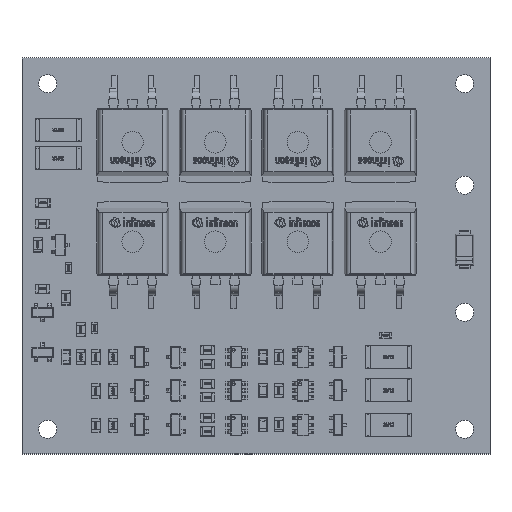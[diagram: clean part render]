
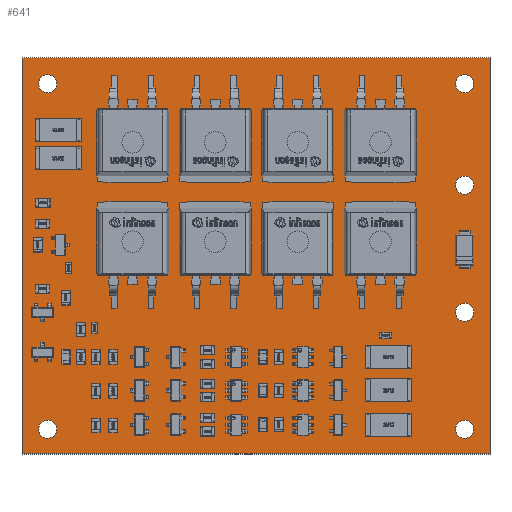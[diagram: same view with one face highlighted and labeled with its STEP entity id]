
A CAD part, top view. The second image highlights one B-rep face of the part: STEP entity #641.
In plain terms, the highlighted planar face has unit normal (0, 0, 1).
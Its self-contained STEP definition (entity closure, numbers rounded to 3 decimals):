
#296 = VERTEX_POINT('',#297);
#297 = CARTESIAN_POINT('',(0.,0.,0.411));
#303 = EDGE_CURVE('',#296,#304,#306,.T.);
#304 = VERTEX_POINT('',#305);
#305 = CARTESIAN_POINT('',(0.,55.,0.411));
#306 = LINE('',#307,#308);
#307 = CARTESIAN_POINT('',(0.,0.,0.411));
#308 = VECTOR('',#309,1.);
#309 = DIRECTION('',(0.,1.,0.));
#334 = EDGE_CURVE('',#304,#335,#337,.T.);
#335 = VERTEX_POINT('',#336);
#336 = CARTESIAN_POINT('',(65.,55.,0.411));
#337 = LINE('',#338,#339);
#338 = CARTESIAN_POINT('',(0.,55.,0.411));
#339 = VECTOR('',#340,1.);
#340 = DIRECTION('',(1.,0.,0.));
#365 = EDGE_CURVE('',#335,#366,#368,.T.);
#366 = VERTEX_POINT('',#367);
#367 = CARTESIAN_POINT('',(65.,0.,0.411));
#368 = LINE('',#369,#370);
#369 = CARTESIAN_POINT('',(65.,55.,0.411));
#370 = VECTOR('',#371,1.);
#371 = DIRECTION('',(0.,-1.,0.));
#396 = EDGE_CURVE('',#366,#296,#397,.T.);
#397 = LINE('',#398,#399);
#398 = CARTESIAN_POINT('',(65.,0.,0.411));
#399 = VECTOR('',#400,1.);
#400 = DIRECTION('',(-1.,0.,0.));
#420 = VERTEX_POINT('',#421);
#421 = CARTESIAN_POINT('',(62.718,3.429,0.411));
#427 = EDGE_CURVE('',#420,#420,#428,.T.);
#428 = CIRCLE('',#429,1.25);
#429 = AXIS2_PLACEMENT_3D('',#430,#431,#432);
#430 = CARTESIAN_POINT('',(61.468,3.429,0.411));
#431 = DIRECTION('',(0.,0.,1.));
#432 = DIRECTION('',(1.,0.,-0.));
#453 = VERTEX_POINT('',#454);
#454 = CARTESIAN_POINT('',(4.806,51.435,0.411));
#460 = EDGE_CURVE('',#453,#453,#461,.T.);
#461 = CIRCLE('',#462,1.25);
#462 = AXIS2_PLACEMENT_3D('',#463,#464,#465);
#463 = CARTESIAN_POINT('',(3.556,51.435,0.411));
#464 = DIRECTION('',(0.,0.,1.));
#465 = DIRECTION('',(1.,0.,-0.));
#486 = VERTEX_POINT('',#487);
#487 = CARTESIAN_POINT('',(4.806,3.429,0.411));
#493 = EDGE_CURVE('',#486,#486,#494,.T.);
#494 = CIRCLE('',#495,1.25);
#495 = AXIS2_PLACEMENT_3D('',#496,#497,#498);
#496 = CARTESIAN_POINT('',(3.556,3.429,0.411));
#497 = DIRECTION('',(0.,0.,1.));
#498 = DIRECTION('',(1.,0.,-0.));
#519 = VERTEX_POINT('',#520);
#520 = CARTESIAN_POINT('',(62.718,19.685,0.411));
#526 = EDGE_CURVE('',#519,#519,#527,.T.);
#527 = CIRCLE('',#528,1.25);
#528 = AXIS2_PLACEMENT_3D('',#529,#530,#531);
#529 = CARTESIAN_POINT('',(61.468,19.685,0.411));
#530 = DIRECTION('',(0.,0.,1.));
#531 = DIRECTION('',(1.,0.,-0.));
#552 = VERTEX_POINT('',#553);
#553 = CARTESIAN_POINT('',(62.718,51.435,0.411));
#559 = EDGE_CURVE('',#552,#552,#560,.T.);
#560 = CIRCLE('',#561,1.25);
#561 = AXIS2_PLACEMENT_3D('',#562,#563,#564);
#562 = CARTESIAN_POINT('',(61.468,51.435,0.411));
#563 = DIRECTION('',(0.,0.,1.));
#564 = DIRECTION('',(1.,0.,-0.));
#585 = VERTEX_POINT('',#586);
#586 = CARTESIAN_POINT('',(62.718,37.338,0.411));
#592 = EDGE_CURVE('',#585,#585,#593,.T.);
#593 = CIRCLE('',#594,1.25);
#594 = AXIS2_PLACEMENT_3D('',#595,#596,#597);
#595 = CARTESIAN_POINT('',(61.468,37.338,0.411));
#596 = DIRECTION('',(0.,0.,1.));
#597 = DIRECTION('',(1.,0.,-0.));
#641 = ADVANCED_FACE('',(#642,#648,#651,#654,#657,#660,#663),#666,.F.);
#642 = FACE_BOUND('',#643,.F.);
#643 = EDGE_LOOP('',(#644,#645,#646,#647));
#644 = ORIENTED_EDGE('',*,*,#303,.T.);
#645 = ORIENTED_EDGE('',*,*,#334,.T.);
#646 = ORIENTED_EDGE('',*,*,#365,.T.);
#647 = ORIENTED_EDGE('',*,*,#396,.T.);
#648 = FACE_BOUND('',#649,.F.);
#649 = EDGE_LOOP('',(#650));
#650 = ORIENTED_EDGE('',*,*,#427,.T.);
#651 = FACE_BOUND('',#652,.F.);
#652 = EDGE_LOOP('',(#653));
#653 = ORIENTED_EDGE('',*,*,#460,.T.);
#654 = FACE_BOUND('',#655,.F.);
#655 = EDGE_LOOP('',(#656));
#656 = ORIENTED_EDGE('',*,*,#493,.T.);
#657 = FACE_BOUND('',#658,.F.);
#658 = EDGE_LOOP('',(#659));
#659 = ORIENTED_EDGE('',*,*,#526,.T.);
#660 = FACE_BOUND('',#661,.F.);
#661 = EDGE_LOOP('',(#662));
#662 = ORIENTED_EDGE('',*,*,#559,.T.);
#663 = FACE_BOUND('',#664,.F.);
#664 = EDGE_LOOP('',(#665));
#665 = ORIENTED_EDGE('',*,*,#592,.T.);
#666 = PLANE('',#667);
#667 = AXIS2_PLACEMENT_3D('',#668,#669,#670);
#668 = CARTESIAN_POINT('',(32.5,27.5,0.411));
#669 = DIRECTION('',(-0.,-0.,-1.));
#670 = DIRECTION('',(-1.,0.,0.));
